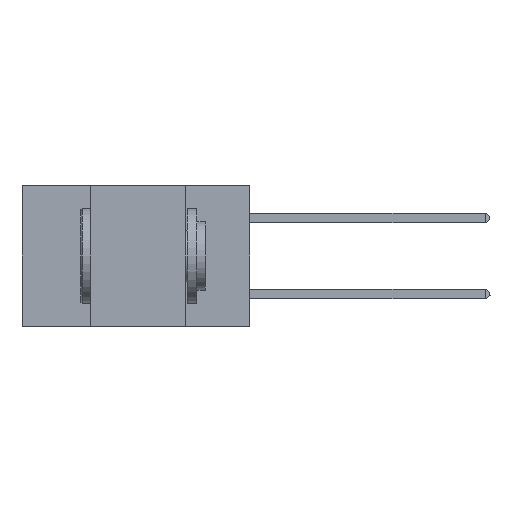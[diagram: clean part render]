
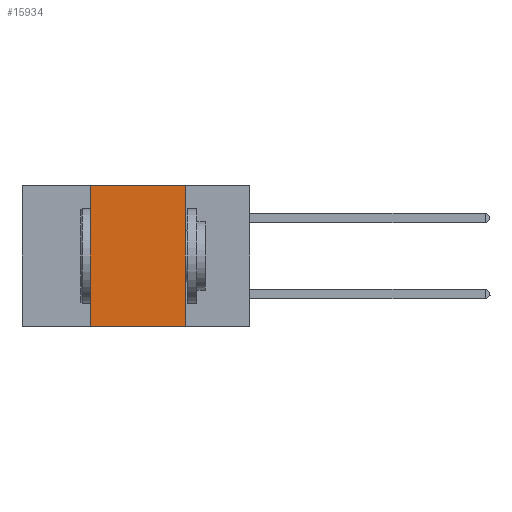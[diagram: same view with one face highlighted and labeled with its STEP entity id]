
A CAD part, left-side view. The second image highlights one B-rep face of the part: STEP entity #15934.
In plain terms, the highlighted planar face has unit normal (-1, 0, 0).
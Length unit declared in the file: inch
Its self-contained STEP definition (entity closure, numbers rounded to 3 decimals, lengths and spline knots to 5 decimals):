
#259 = LINE ( 'NONE', #1505, #18986 ) ;
#372 = VERTEX_POINT ( 'NONE', #10992 ) ;
#534 = FACE_OUTER_BOUND ( 'NONE', #8302, .T. ) ;
#1351 = VECTOR ( 'NONE', #7435, 39.37008 ) ;
#1505 = CARTESIAN_POINT ( 'NONE',  ( 0., 0.17, 0. ) ) ;
#2702 = DIRECTION ( 'NONE',  ( 0., 0., -1. ) ) ;
#3276 = VECTOR ( 'NONE', #14789, 39.37008 ) ;
#4198 = CARTESIAN_POINT ( 'NONE',  ( 0., 0.42, 0. ) ) ;
#4439 = EDGE_CURVE ( 'NONE', #11180, #18471, #8599, .T. ) ;
#4576 = LINE ( 'NONE', #18631, #12059 ) ;
#5597 = DIRECTION ( 'NONE',  ( 0., -1., 0. ) ) ;
#6742 = VERTEX_POINT ( 'NONE', #9237 ) ;
#6773 = DIRECTION ( 'NONE',  ( 0., 0., -1. ) ) ;
#6835 = CARTESIAN_POINT ( 'NONE',  ( 0., 0.17, 0. ) ) ;
#7435 = DIRECTION ( 'NONE',  ( 0., -1., 0. ) ) ;
#7888 = DIRECTION ( 'NONE',  ( 1., 0., 0. ) ) ;
#8302 = EDGE_LOOP ( 'NONE', ( #11595, #19744, #11160, #16100 ) ) ;
#8599 = LINE ( 'NONE', #19162, #1351 ) ;
#9237 = CARTESIAN_POINT ( 'NONE',  ( 0., 0.42, -0.37 ) ) ;
#10992 = CARTESIAN_POINT ( 'NONE',  ( 0., 0.17, -0.37 ) ) ;
#11160 = ORIENTED_EDGE ( 'NONE', *, *, #14549, .F. ) ;
#11180 = VERTEX_POINT ( 'NONE', #19763 ) ;
#11595 = ORIENTED_EDGE ( 'NONE', *, *, #15405, .F. ) ;
#12059 = VECTOR ( 'NONE', #5597, 39.37008 ) ;
#12326 = EDGE_CURVE ( 'NONE', #6742, #372, #4576, .T. ) ;
#14245 = LINE ( 'NONE', #4198, #3276 ) ;
#14549 = EDGE_CURVE ( 'NONE', #6742, #11180, #14245, .T. ) ;
#14789 = DIRECTION ( 'NONE',  ( 0., 0., 1. ) ) ;
#15405 = EDGE_CURVE ( 'NONE', #18471, #372, #259, .T. ) ;
#15934 = ADVANCED_FACE ( 'NONE', ( #534 ), #21607, .F. ) ;
#16100 = ORIENTED_EDGE ( 'NONE', *, *, #12326, .T. ) ;
#17981 = CARTESIAN_POINT ( 'NONE',  ( 0., 0.6, 0. ) ) ;
#18471 = VERTEX_POINT ( 'NONE', #6835 ) ;
#18631 = CARTESIAN_POINT ( 'NONE',  ( 0., 0.6, -0.37 ) ) ;
#18986 = VECTOR ( 'NONE', #6773, 39.37008 ) ;
#19162 = CARTESIAN_POINT ( 'NONE',  ( 0., 0.6, 0. ) ) ;
#19744 = ORIENTED_EDGE ( 'NONE', *, *, #4439, .F. ) ;
#19763 = CARTESIAN_POINT ( 'NONE',  ( 0., 0.42, 0. ) ) ;
#20652 = AXIS2_PLACEMENT_3D ( 'NONE', #17981, #7888, #2702 ) ;
#21607 = PLANE ( 'NONE',  #20652 ) ;
